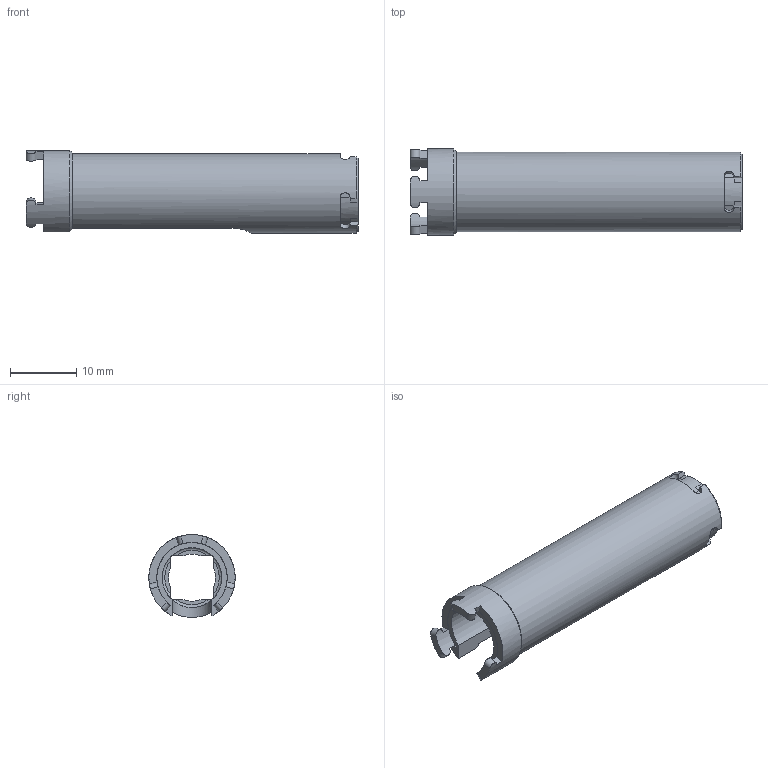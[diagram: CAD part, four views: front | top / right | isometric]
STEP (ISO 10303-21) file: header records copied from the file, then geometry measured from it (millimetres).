
FILE_DESCRIPTION( ( 'Unknown' ), '1' );
FILE_NAME( '715908000-B.stp', 'Unknown', ( 'Unknown' ), ( 'Unknown' ), 'PSStep 15.0.49', 'Unknown', ' ' );
FILE_SCHEMA( ( 'AUTOMOTIVE_DESIGN { 1 0 10303 214 1 1 1 1 }' ) );
Length unit declared in the file: millimetre
Products named in the file (1): 1
Bounding box: 50 x 12.98 x 12.48 mm (x, y, z)
Volume: 2391.5 mm3; surface area: 3066.1 mm2
Topology: 1 solids, 1 shells, 99 faces, 281 edges, 183 vertices
Faces by surface type: plane 61, cylinder 28, torus 6, cone 4
Full cylindrical faces by diameter (mm): 9 x1, 12 x1
Entity records: 4420 total; most frequent: CARTESIAN_POINT 1135, ORIENTED_EDGE 544, DIRECTION 486, EDGE_CURVE 272, VERTEX_POINT 179, AXIS2_PLACEMENT_3D 174, LINE 138, VECTOR 138
